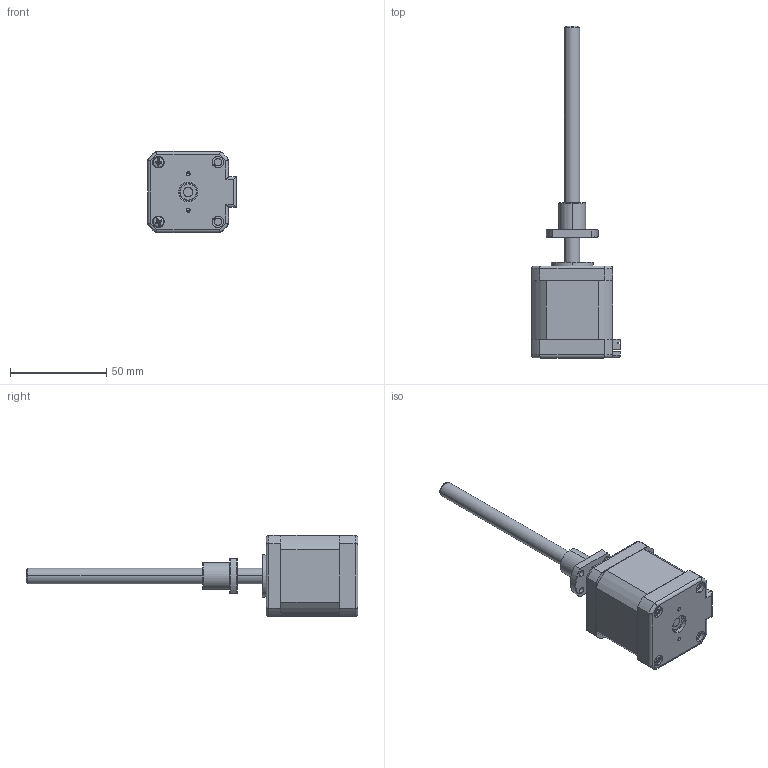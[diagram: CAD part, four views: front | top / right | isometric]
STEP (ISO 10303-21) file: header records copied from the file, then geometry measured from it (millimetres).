
FILE_DESCRIPTION (( 'STEP AP214' ), '1' );
FILE_NAME ('BE176S-B0802-125-AK1-0-200.STEP', '2023-11-29T08:24:57', ( '' ), ( '' ), 'SwSTEP 2.0', 'SolidWorks 2018', '' );
FILE_SCHEMA (( 'AUTOMOTIVE_DESIGN' ));
Length unit declared in the file: millimetre
Products named in the file (1): BE176S-B0802-125-AK1-0-200
Bounding box: 46.2 x 172.8 x 42.2 mm (x, y, z)
Volume: 80740.6 mm3; surface area: 32331.6 mm2
Topology: 7 solids, 13 shells, 660 faces, 1682 edges, 1082 vertices
Faces by surface type: plane 336, cylinder 220, cone 60, torus 34, bspline 6, sphere 4
Entity records: 34014 total; most frequent: CARTESIAN_POINT 10565, ORIENTED_EDGE 3364, DIRECTION 3338, EDGE_CURVE 1682, AXIS2_PLACEMENT_3D 1169, VERTEX_POINT 1082, VECTOR 1000, LINE 1000
